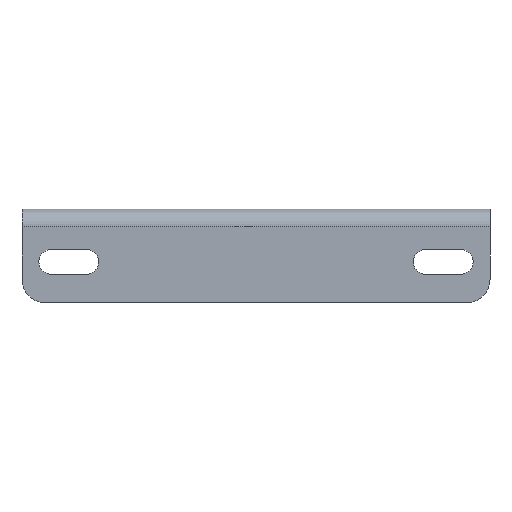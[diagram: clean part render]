
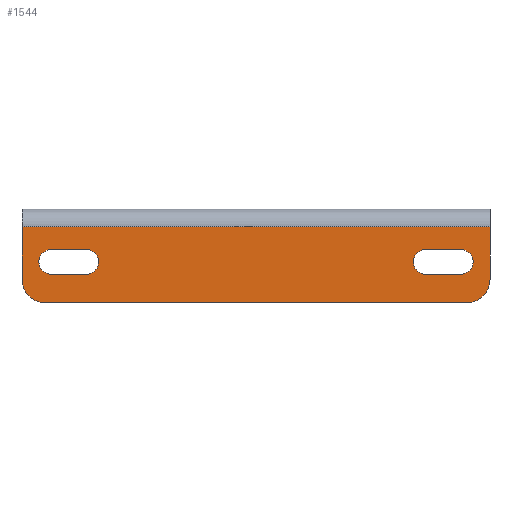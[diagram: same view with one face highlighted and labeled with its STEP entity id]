
A CAD part, front view. The second image highlights one B-rep face of the part: STEP entity #1544.
In plain terms, the highlighted planar face has unit normal (0, -1, 0).
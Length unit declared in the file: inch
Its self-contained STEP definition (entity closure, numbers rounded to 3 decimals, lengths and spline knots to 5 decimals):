
#59 = VERTEX_POINT ( 'NONE', #277 ) ;
#61 = ORIENTED_EDGE ( 'NONE', *, *, #545, .F. ) ;
#74 = EDGE_CURVE ( 'NONE', #59, #366, #1692, .T. ) ;
#101 = CIRCLE ( 'NONE', #1920, 0.25 ) ;
#112 = VERTEX_POINT ( 'NONE', #751 ) ;
#113 = ORIENTED_EDGE ( 'NONE', *, *, #864, .F. ) ;
#126 = CIRCLE ( 'NONE', #2081, 0.132 ) ;
#149 = CARTESIAN_POINT ( 'NONE',  ( -1.8125, -2.5, -0.5695 ) ) ;
#156 = VECTOR ( 'NONE', #509, 39.37008 ) ;
#163 = CARTESIAN_POINT ( 'NONE',  ( 2.25, -2.5, -0.875 ) ) ;
#168 = LINE ( 'NONE', #880, #1943 ) ;
#170 = ORIENTED_EDGE ( 'NONE', *, *, #571, .T. ) ;
#171 = AXIS2_PLACEMENT_3D ( 'NONE', #1840, #796, #2025 ) ;
#193 = VERTEX_POINT ( 'NONE', #1289 ) ;
#226 = DIRECTION ( 'NONE',  ( 0., 0., 1. ) ) ;
#237 = DIRECTION ( 'NONE',  ( 0., -1., 0. ) ) ;
#270 = CARTESIAN_POINT ( 'NONE',  ( 2.1875, -2.5, -0.4375 ) ) ;
#277 = CARTESIAN_POINT ( 'NONE',  ( -2.1875, -2.5, -0.5695 ) ) ;
#290 = VERTEX_POINT ( 'NONE', #840 ) ;
#294 = VERTEX_POINT ( 'NONE', #2065 ) ;
#323 = DIRECTION ( 'NONE',  ( 0., -1., 0. ) ) ;
#351 = FACE_BOUND ( 'NONE', #404, .T. ) ;
#366 = VERTEX_POINT ( 'NONE', #1440 ) ;
#374 = DIRECTION ( 'NONE',  ( 0., -1., 0. ) ) ;
#404 = EDGE_LOOP ( 'NONE', ( #1883, #113, #1799, #420 ) ) ;
#420 = ORIENTED_EDGE ( 'NONE', *, *, #1646, .F. ) ;
#426 = VECTOR ( 'NONE', #2112, 39.37008 ) ;
#451 = VECTOR ( 'NONE', #674, 39.37008 ) ;
#453 = DIRECTION ( 'NONE',  ( 0., 0., -1. ) ) ;
#509 = DIRECTION ( 'NONE',  ( -1., 0., 0. ) ) ;
#516 = CARTESIAN_POINT ( 'NONE',  ( -2.25, -2.5, -0.625 ) ) ;
#545 = EDGE_CURVE ( 'NONE', #1114, #698, #822, .T. ) ;
#571 = EDGE_CURVE ( 'NONE', #193, #698, #2122, .T. ) ;
#576 = CARTESIAN_POINT ( 'NONE',  ( -1.8125, -2.5, -0.3055 ) ) ;
#591 = AXIS2_PLACEMENT_3D ( 'NONE', #1301, #237, #1473 ) ;
#598 = CARTESIAN_POINT ( 'NONE',  ( -1.8125, -2.5, -0.4375 ) ) ;
#616 = EDGE_CURVE ( 'NONE', #1656, #1600, #2000, .T. ) ;
#635 = EDGE_CURVE ( 'NONE', #2027, #290, #944, .T. ) ;
#645 = ORIENTED_EDGE ( 'NONE', *, *, #2157, .T. ) ;
#650 = CARTESIAN_POINT ( 'NONE',  ( -2.5, -2.5, -0.06 ) ) ;
#673 = LINE ( 'NONE', #2257, #1501 ) ;
#674 = DIRECTION ( 'NONE',  ( 1., 0., 0. ) ) ;
#681 = EDGE_CURVE ( 'NONE', #366, #990, #2246, .T. ) ;
#698 = VERTEX_POINT ( 'NONE', #1934 ) ;
#699 = DIRECTION ( 'NONE',  ( 0., 0., -1. ) ) ;
#712 = ORIENTED_EDGE ( 'NONE', *, *, #1678, .T. ) ;
#741 = ORIENTED_EDGE ( 'NONE', *, *, #616, .F. ) ;
#751 = CARTESIAN_POINT ( 'NONE',  ( 1.8125, -2.5, -0.3055 ) ) ;
#783 = DIRECTION ( 'NONE',  ( 0., 0., 1. ) ) ;
#796 = DIRECTION ( 'NONE',  ( 0., 1., 0. ) ) ;
#822 = LINE ( 'NONE', #2179, #1595 ) ;
#840 = CARTESIAN_POINT ( 'NONE',  ( 2.1875, -2.5, -0.3055 ) ) ;
#864 = EDGE_CURVE ( 'NONE', #1335, #2027, #911, .T. ) ;
#880 = CARTESIAN_POINT ( 'NONE',  ( 2.1875, -2.5, -0.3055 ) ) ;
#908 = AXIS2_PLACEMENT_3D ( 'NONE', #270, #1502, #453 ) ;
#911 = LINE ( 'NONE', #1733, #451 ) ;
#944 = CIRCLE ( 'NONE', #908, 0.132 ) ;
#948 = DIRECTION ( 'NONE',  ( -1., 0., 0. ) ) ;
#990 = VERTEX_POINT ( 'NONE', #576 ) ;
#998 = VECTOR ( 'NONE', #1669, 39.37008 ) ;
#1007 = DIRECTION ( 'NONE',  ( 0., 0., 1. ) ) ;
#1033 = ORIENTED_EDGE ( 'NONE', *, *, #74, .T. ) ;
#1036 = EDGE_CURVE ( 'NONE', #2067, #59, #1045, .T. ) ;
#1040 = CARTESIAN_POINT ( 'NONE',  ( -2.1875, -2.5, -0.3055 ) ) ;
#1045 = LINE ( 'NONE', #149, #156 ) ;
#1054 = ORIENTED_EDGE ( 'NONE', *, *, #681, .T. ) ;
#1065 = VECTOR ( 'NONE', #948, 39.37008 ) ;
#1090 = AXIS2_PLACEMENT_3D ( 'NONE', #1366, #323, #1550 ) ;
#1091 = EDGE_CURVE ( 'NONE', #112, #1335, #2195, .T. ) ;
#1114 = VERTEX_POINT ( 'NONE', #1827 ) ;
#1117 = EDGE_LOOP ( 'NONE', ( #645, #1978, #1033, #1054 ) ) ;
#1163 = CARTESIAN_POINT ( 'NONE',  ( 2.1875, -2.5, -0.5695 ) ) ;
#1192 = PLANE ( 'NONE',  #1090 ) ;
#1227 = FACE_OUTER_BOUND ( 'NONE', #1770, .T. ) ;
#1234 = CARTESIAN_POINT ( 'NONE',  ( 1.8125, -2.5, -0.5695 ) ) ;
#1289 = CARTESIAN_POINT ( 'NONE',  ( 2.5, -2.5, -0.06 ) ) ;
#1301 = CARTESIAN_POINT ( 'NONE',  ( 1.8125, -2.5, -0.4375 ) ) ;
#1335 = VERTEX_POINT ( 'NONE', #1234 ) ;
#1366 = CARTESIAN_POINT ( 'NONE',  ( -2.5, -2.5, 0. ) ) ;
#1402 = EDGE_CURVE ( 'NONE', #294, #193, #673, .T. ) ;
#1407 = CARTESIAN_POINT ( 'NONE',  ( 2.25, -2.5, -0.625 ) ) ;
#1440 = CARTESIAN_POINT ( 'NONE',  ( -2.1875, -2.5, -0.3055 ) ) ;
#1473 = DIRECTION ( 'NONE',  ( 0., 0., -1. ) ) ;
#1501 = VECTOR ( 'NONE', #1007, 39.37008 ) ;
#1502 = DIRECTION ( 'NONE',  ( 0., -1., 0. ) ) ;
#1518 = CARTESIAN_POINT ( 'NONE',  ( -1.8125, -2.5, -0.5695 ) ) ;
#1533 = ORIENTED_EDGE ( 'NONE', *, *, #1402, .T. ) ;
#1541 = CIRCLE ( 'NONE', #2036, 0.25 ) ;
#1544 = ADVANCED_FACE ( 'NONE', ( #1694, #351, #1227 ), #1192, .T. ) ;
#1550 = DIRECTION ( 'NONE',  ( 0., 0., -1. ) ) ;
#1578 = DIRECTION ( 'NONE',  ( -1., 0., 0. ) ) ;
#1595 = VECTOR ( 'NONE', #226, 39.37008 ) ;
#1596 = DIRECTION ( 'NONE',  ( 0., 0., -1. ) ) ;
#1600 = VERTEX_POINT ( 'NONE', #2096 ) ;
#1646 = EDGE_CURVE ( 'NONE', #290, #112, #168, .T. ) ;
#1656 = VERTEX_POINT ( 'NONE', #163 ) ;
#1669 = DIRECTION ( 'NONE',  ( -1., 0., 0. ) ) ;
#1678 = EDGE_CURVE ( 'NONE', #1656, #294, #101, .T. ) ;
#1692 = CIRCLE ( 'NONE', #171, 0.132 ) ;
#1694 = FACE_BOUND ( 'NONE', #1117, .T. ) ;
#1725 = EDGE_CURVE ( 'NONE', #1114, #1600, #1541, .T. ) ;
#1733 = CARTESIAN_POINT ( 'NONE',  ( 1.8125, -2.5, -0.5695 ) ) ;
#1757 = DIRECTION ( 'NONE',  ( 0., -1., 0. ) ) ;
#1770 = EDGE_LOOP ( 'NONE', ( #61, #2238, #741, #712, #1533, #170 ) ) ;
#1799 = ORIENTED_EDGE ( 'NONE', *, *, #1091, .F. ) ;
#1826 = DIRECTION ( 'NONE',  ( 0., 1., 0. ) ) ;
#1827 = CARTESIAN_POINT ( 'NONE',  ( -2.5, -2.5, -0.625 ) ) ;
#1840 = CARTESIAN_POINT ( 'NONE',  ( -2.1875, -2.5, -0.4375 ) ) ;
#1883 = ORIENTED_EDGE ( 'NONE', *, *, #635, .F. ) ;
#1920 = AXIS2_PLACEMENT_3D ( 'NONE', #1407, #374, #1596 ) ;
#1934 = CARTESIAN_POINT ( 'NONE',  ( -2.5, -2.5, -0.06 ) ) ;
#1943 = VECTOR ( 'NONE', #1578, 39.37008 ) ;
#1978 = ORIENTED_EDGE ( 'NONE', *, *, #1036, .T. ) ;
#2000 = LINE ( 'NONE', #2024, #998 ) ;
#2024 = CARTESIAN_POINT ( 'NONE',  ( -2.5, -2.5, -0.875 ) ) ;
#2025 = DIRECTION ( 'NONE',  ( 0., 0., 1. ) ) ;
#2027 = VERTEX_POINT ( 'NONE', #1163 ) ;
#2036 = AXIS2_PLACEMENT_3D ( 'NONE', #516, #1757, #699 ) ;
#2065 = CARTESIAN_POINT ( 'NONE',  ( 2.5, -2.5, -0.625 ) ) ;
#2067 = VERTEX_POINT ( 'NONE', #1518 ) ;
#2081 = AXIS2_PLACEMENT_3D ( 'NONE', #598, #1826, #783 ) ;
#2096 = CARTESIAN_POINT ( 'NONE',  ( -2.25, -2.5, -0.875 ) ) ;
#2112 = DIRECTION ( 'NONE',  ( 1., 0., 0. ) ) ;
#2122 = LINE ( 'NONE', #650, #1065 ) ;
#2157 = EDGE_CURVE ( 'NONE', #990, #2067, #126, .T. ) ;
#2179 = CARTESIAN_POINT ( 'NONE',  ( -2.5, -2.5, 0. ) ) ;
#2195 = CIRCLE ( 'NONE', #591, 0.132 ) ;
#2238 = ORIENTED_EDGE ( 'NONE', *, *, #1725, .T. ) ;
#2246 = LINE ( 'NONE', #1040, #426 ) ;
#2257 = CARTESIAN_POINT ( 'NONE',  ( 2.5, -2.5, 0. ) ) ;
